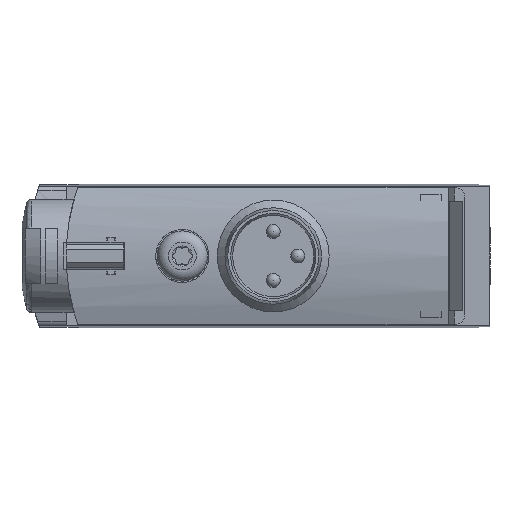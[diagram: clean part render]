
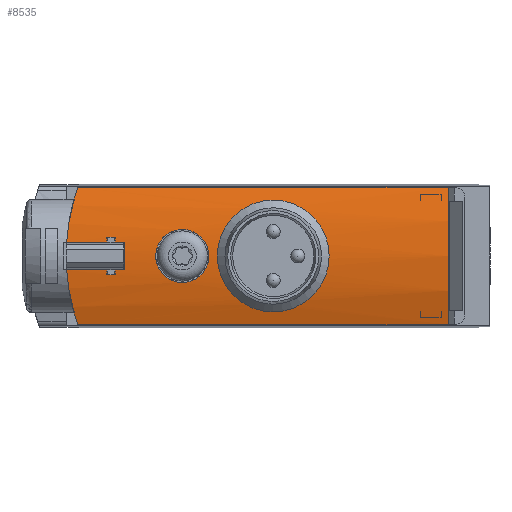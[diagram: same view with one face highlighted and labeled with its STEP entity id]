
A CAD part, left-side view. The second image highlights one B-rep face of the part: STEP entity #8535.
In plain terms, the highlighted cylindrical face has radius 15 mm (diameter 30 mm), a partial arc.
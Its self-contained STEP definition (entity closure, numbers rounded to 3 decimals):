
#553=CIRCLE('',#10794,15.);
#554=CIRCLE('',#10795,15.);
#555=CIRCLE('',#10796,15.);
#556=CIRCLE('',#10797,15.);
#557=CIRCLE('',#10798,15.);
#558=CIRCLE('',#10800,15.);
#710=ELLIPSE('',#10793,21.213,15.);
#711=ELLIPSE('',#10799,21.213,15.);
#1180=LINE('',#15116,#2047);
#1181=LINE('',#15121,#2048);
#1182=LINE('',#15125,#2049);
#1183=LINE('',#15129,#2050);
#1184=LINE('',#15133,#2051);
#1185=LINE('',#15137,#2052);
#1186=LINE('',#15141,#2053);
#1187=LINE('',#15145,#2054);
#2047=VECTOR('',#12503,1000.);
#2048=VECTOR('',#12506,1000.);
#2049=VECTOR('',#12509,1000.);
#2050=VECTOR('',#12512,1000.);
#2051=VECTOR('',#12515,1000.);
#2052=VECTOR('',#12518,1000.);
#2053=VECTOR('',#12521,1000.);
#2054=VECTOR('',#12524,1000.);
#3778=ORIENTED_EDGE('',*,*,#5579,.F.);
#3779=ORIENTED_EDGE('',*,*,#5580,.F.);
#3780=ORIENTED_EDGE('',*,*,#5581,.T.);
#3781=ORIENTED_EDGE('',*,*,#5582,.T.);
#3782=ORIENTED_EDGE('',*,*,#5583,.T.);
#3783=ORIENTED_EDGE('',*,*,#5584,.T.);
#3784=ORIENTED_EDGE('',*,*,#5585,.T.);
#3785=ORIENTED_EDGE('',*,*,#5586,.T.);
#3786=ORIENTED_EDGE('',*,*,#5587,.T.);
#3787=ORIENTED_EDGE('',*,*,#5588,.T.);
#3788=ORIENTED_EDGE('',*,*,#5589,.T.);
#3789=ORIENTED_EDGE('',*,*,#5590,.T.);
#3790=ORIENTED_EDGE('',*,*,#5591,.T.);
#3791=ORIENTED_EDGE('',*,*,#5592,.T.);
#3792=ORIENTED_EDGE('',*,*,#5593,.T.);
#3793=ORIENTED_EDGE('',*,*,#5594,.T.);
#3794=ORIENTED_EDGE('',*,*,#5595,.T.);
#3795=ORIENTED_EDGE('',*,*,#5596,.F.);
#5579=EDGE_CURVE('',#6602,#6602,#7003,.T.);
#5580=EDGE_CURVE('',#6603,#6604,#1180,.T.);
#5581=EDGE_CURVE('',#6603,#6605,#710,.T.);
#5582=EDGE_CURVE('',#6605,#6606,#1181,.T.);
#5583=EDGE_CURVE('',#6606,#6607,#553,.F.);
#5584=EDGE_CURVE('',#6607,#6608,#1182,.T.);
#5585=EDGE_CURVE('',#6608,#6609,#554,.F.);
#5586=EDGE_CURVE('',#6609,#6610,#1183,.T.);
#5587=EDGE_CURVE('',#6610,#6611,#555,.F.);
#5588=EDGE_CURVE('',#6611,#6612,#1184,.F.);
#5589=EDGE_CURVE('',#6612,#6613,#556,.F.);
#5590=EDGE_CURVE('',#6613,#6614,#1185,.F.);
#5591=EDGE_CURVE('',#6614,#6615,#557,.F.);
#5592=EDGE_CURVE('',#6615,#6616,#1186,.F.);
#5593=EDGE_CURVE('',#6616,#6617,#711,.T.);
#5594=EDGE_CURVE('',#6617,#6618,#1187,.T.);
#5595=EDGE_CURVE('',#6618,#6604,#558,.T.);
#5596=EDGE_CURVE('',#6619,#6619,#7004,.T.);
#6602=VERTEX_POINT('',#15115);
#6603=VERTEX_POINT('',#15117);
#6604=VERTEX_POINT('',#15118);
#6605=VERTEX_POINT('',#15120);
#6606=VERTEX_POINT('',#15122);
#6607=VERTEX_POINT('',#15124);
#6608=VERTEX_POINT('',#15126);
#6609=VERTEX_POINT('',#15128);
#6610=VERTEX_POINT('',#15130);
#6611=VERTEX_POINT('',#15132);
#6612=VERTEX_POINT('',#15134);
#6613=VERTEX_POINT('',#15136);
#6614=VERTEX_POINT('',#15138);
#6615=VERTEX_POINT('',#15140);
#6616=VERTEX_POINT('',#15142);
#6617=VERTEX_POINT('',#15144);
#6618=VERTEX_POINT('',#15146);
#6619=VERTEX_POINT('',#15159);
#7003=B_SPLINE_CURVE_WITH_KNOTS('',3,(#15104,#15105,#15106,#15107,#15108,
#15109,#15110,#15111,#15112,#15113,#15114),.UNSPECIFIED.,.T.,.F.,(1,1,1,
1,1,1,1,1,1,1,1,1,1,1,1),(-0.004,-0.003,-0.001,
0.,0.001,0.003,0.004,0.006,
0.007,0.009,0.01,0.012,
0.013,0.015,0.016),.UNSPECIFIED.);
#7004=B_SPLINE_CURVE_WITH_KNOTS('',3,(#15148,#15149,#15150,#15151,#15152,
#15153,#15154,#15155,#15156,#15157,#15158),.UNSPECIFIED.,.T.,.F.,(1,1,1,
1,1,1,1,1,1,1,1,1,1,1,1),(-0.008,-0.006,-0.003,
0.,0.003,0.006,0.008,0.011,
0.014,0.017,0.02,0.023,
0.025,0.028,0.031),.UNSPECIFIED.);
#7330=EDGE_LOOP('',(#3778));
#7331=EDGE_LOOP('',(#3779,#3780,#3781,#3782,#3783,#3784,#3785,#3786,#3787,
#3788,#3789,#3790,#3791,#3792,#3793,#3794));
#7332=EDGE_LOOP('',(#3795));
#7900=FACE_BOUND('',#7330,.T.);
#7901=FACE_BOUND('',#7331,.T.);
#7902=FACE_BOUND('',#7332,.T.);
#8218=CYLINDRICAL_SURFACE('',#10792,15.);
#8535=ADVANCED_FACE('',(#7900,#7901,#7902),#8218,.T.);
#10792=AXIS2_PLACEMENT_3D('',#15103,#12501,#12502);
#10793=AXIS2_PLACEMENT_3D('',#15119,#12504,#12505);
#10794=AXIS2_PLACEMENT_3D('',#15123,#12507,#12508);
#10795=AXIS2_PLACEMENT_3D('',#15127,#12510,#12511);
#10796=AXIS2_PLACEMENT_3D('',#15131,#12513,#12514);
#10797=AXIS2_PLACEMENT_3D('',#15135,#12516,#12517);
#10798=AXIS2_PLACEMENT_3D('',#15139,#12519,#12520);
#10799=AXIS2_PLACEMENT_3D('',#15143,#12522,#12523);
#10800=AXIS2_PLACEMENT_3D('',#15147,#12525,#12526);
#12501=DIRECTION('',(0.,-1.,0.));
#12502=DIRECTION('',(0.,0.,-1.));
#12503=DIRECTION('',(0.,-1.,0.));
#12504=DIRECTION('',(0.707,-0.707,0.));
#12505=DIRECTION('',(-0.707,-0.707,0.));
#12506=DIRECTION('',(0.,-1.,0.));
#12507=DIRECTION('',(0.,-1.,0.));
#12508=DIRECTION('',(0.,0.,-1.));
#12509=DIRECTION('',(0.,-1.,0.));
#12510=DIRECTION('',(0.,1.,0.));
#12511=DIRECTION('',(0.,0.,1.));
#12512=DIRECTION('',(0.,-1.,0.));
#12513=DIRECTION('',(0.,1.,0.));
#12514=DIRECTION('',(0.,0.,1.));
#12515=DIRECTION('',(0.,-1.,0.));
#12516=DIRECTION('',(0.,1.,0.));
#12517=DIRECTION('',(0.,0.,1.));
#12518=DIRECTION('',(0.,-1.,0.));
#12519=DIRECTION('',(0.,-1.,0.));
#12520=DIRECTION('',(0.,0.,-1.));
#12521=DIRECTION('',(0.,-1.,0.));
#12522=DIRECTION('',(0.707,-0.707,0.));
#12523=DIRECTION('',(-0.707,-0.707,0.));
#12524=DIRECTION('',(0.,-1.,0.));
#12525=DIRECTION('',(0.,1.,0.));
#12526=DIRECTION('',(1.,0.,0.));
#15103=CARTESIAN_POINT('',(-5.1,27.5,0.));
#15104=CARTESIAN_POINT('',(9.84,17.509,-1.488));
#15105=CARTESIAN_POINT('',(9.749,19.,-2.106));
#15106=CARTESIAN_POINT('',(9.84,20.489,-1.488));
#15107=CARTESIAN_POINT('',(9.93,21.105,-0.002));
#15108=CARTESIAN_POINT('',(9.84,20.49,1.489));
#15109=CARTESIAN_POINT('',(9.749,19.,2.105));
#15110=CARTESIAN_POINT('',(9.84,17.513,1.49));
#15111=CARTESIAN_POINT('',(9.93,16.894,0.002));
#15112=CARTESIAN_POINT('',(9.84,17.509,-1.488));
#15113=CARTESIAN_POINT('',(9.749,19.,-2.106));
#15114=CARTESIAN_POINT('',(9.84,20.489,-1.488));
#15115=CARTESIAN_POINT('',(9.779,19.,-1.9));
#15116=CARTESIAN_POINT('',(9.077,27.5,-4.9));
#15117=CARTESIAN_POINT('',(9.077,26.477,-4.9));
#15118=CARTESIAN_POINT('',(9.077,0.,-4.9));
#15119=CARTESIAN_POINT('',(-5.1,12.3,0.));
#15120=CARTESIAN_POINT('',(9.867,27.267,-1.));
#15121=CARTESIAN_POINT('',(9.867,27.5,-1.));
#15122=CARTESIAN_POINT('',(9.867,24.4,-1.));
#15123=CARTESIAN_POINT('',(-5.1,24.4,0.));
#15124=CARTESIAN_POINT('',(9.839,24.4,-1.35));
#15125=CARTESIAN_POINT('',(9.839,27.5,-1.35));
#15126=CARTESIAN_POINT('',(9.839,23.8,-1.35));
#15127=CARTESIAN_POINT('',(-5.1,23.8,0.));
#15128=CARTESIAN_POINT('',(9.867,23.8,-1.));
#15129=CARTESIAN_POINT('',(9.867,27.5,-1.));
#15130=CARTESIAN_POINT('',(9.867,23.1,-1.));
#15131=CARTESIAN_POINT('',(-5.1,23.1,0.));
#15132=CARTESIAN_POINT('',(9.867,23.1,1.));
#15133=CARTESIAN_POINT('',(9.867,27.5,1.));
#15134=CARTESIAN_POINT('',(9.867,23.8,1.));
#15135=CARTESIAN_POINT('',(-5.1,23.8,0.));
#15136=CARTESIAN_POINT('',(9.839,23.8,1.35));
#15137=CARTESIAN_POINT('',(9.839,27.5,1.35));
#15138=CARTESIAN_POINT('',(9.839,24.4,1.35));
#15139=CARTESIAN_POINT('',(-5.1,24.4,0.));
#15140=CARTESIAN_POINT('',(9.867,24.4,1.));
#15141=CARTESIAN_POINT('',(9.867,27.5,1.));
#15142=CARTESIAN_POINT('',(9.867,27.267,1.));
#15143=CARTESIAN_POINT('',(-5.1,12.3,0.));
#15144=CARTESIAN_POINT('',(9.077,26.477,4.9));
#15145=CARTESIAN_POINT('',(9.077,27.5,4.9));
#15146=CARTESIAN_POINT('',(9.077,0.,4.9));
#15147=CARTESIAN_POINT('',(-5.1,0.,0.));
#15148=CARTESIAN_POINT('',(9.684,15.324,2.819));
#15149=CARTESIAN_POINT('',(9.35,12.499,3.99));
#15150=CARTESIAN_POINT('',(9.684,9.679,2.819));
#15151=CARTESIAN_POINT('',(10.008,8.511,0.004));
#15152=CARTESIAN_POINT('',(9.684,9.679,-2.822));
#15153=CARTESIAN_POINT('',(9.351,12.498,-3.988));
#15154=CARTESIAN_POINT('',(9.683,15.318,-2.824));
#15155=CARTESIAN_POINT('',(10.008,16.49,-0.002));
#15156=CARTESIAN_POINT('',(9.684,15.324,2.819));
#15157=CARTESIAN_POINT('',(9.35,12.499,3.99));
#15158=CARTESIAN_POINT('',(9.684,9.679,2.819));
#15159=CARTESIAN_POINT('',(9.462,12.5,3.6));
